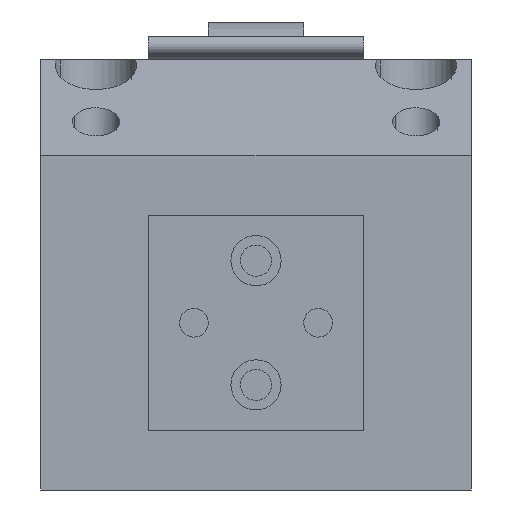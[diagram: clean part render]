
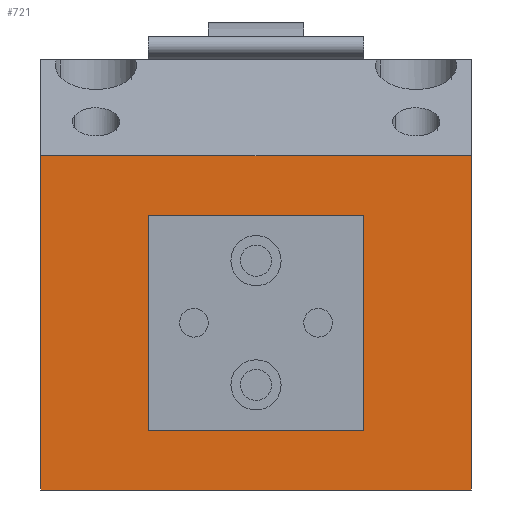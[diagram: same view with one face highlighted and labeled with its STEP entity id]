
A CAD part, front view. The second image highlights one B-rep face of the part: STEP entity #721.
In plain terms, the highlighted planar face has unit normal (0, -1, 0).
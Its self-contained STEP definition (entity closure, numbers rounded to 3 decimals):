
#664=CARTESIAN_POINT('Axis2P3D Location',(0.,0.,70.)) ;
#669=CARTESIAN_POINT('Line Origine',(45.,0.,70.)) ;
#673=CARTESIAN_POINT('Vertex',(0.,0.,70.)) ;
#675=CARTESIAN_POINT('Vertex',(90.,0.,70.)) ;
#678=CARTESIAN_POINT('Line Origine',(0.,0.,35.)) ;
#682=CARTESIAN_POINT('Vertex',(0.,0.,0.)) ;
#685=CARTESIAN_POINT('Line Origine',(45.,0.,0.)) ;
#689=CARTESIAN_POINT('Vertex',(90.,0.,0.)) ;
#692=CARTESIAN_POINT('Line Origine',(90.,0.,35.)) ;
#703=CARTESIAN_POINT('Axis2P3D Location',(45.,0.,35.)) ;
#707=CARTESIAN_POINT('Vertex',(63.429,0.,45.068)) ;
#709=CARTESIAN_POINT('Vertex',(26.571,0.,24.932)) ;
#712=CARTESIAN_POINT('Axis2P3D Location',(45.,0.,35.)) ;
#665=DIRECTION('Axis2P3D Direction',(0.,-1.,0.)) ;
#666=DIRECTION('Axis2P3D XDirection',(0.,0.,-1.)) ;
#670=DIRECTION('Vector Direction',(1.,0.,0.)) ;
#679=DIRECTION('Vector Direction',(0.,0.,-1.)) ;
#686=DIRECTION('Vector Direction',(1.,0.,0.)) ;
#693=DIRECTION('Vector Direction',(0.,0.,-1.)) ;
#704=DIRECTION('Axis2P3D Direction',(0.,-1.,0.)) ;
#713=DIRECTION('Axis2P3D Direction',(0.,-1.,0.)) ;
#667=AXIS2_PLACEMENT_3D('Plane Axis2P3D',#664,#665,#666) ;
#705=AXIS2_PLACEMENT_3D('Circle Axis2P3D',#703,#704,$) ;
#714=AXIS2_PLACEMENT_3D('Circle Axis2P3D',#712,#713,$) ;
#698=ORIENTED_EDGE('',*,*,#677,.F.) ;
#699=ORIENTED_EDGE('',*,*,#684,.T.) ;
#700=ORIENTED_EDGE('',*,*,#691,.T.) ;
#701=ORIENTED_EDGE('',*,*,#696,.F.) ;
#718=ORIENTED_EDGE('',*,*,#711,.F.) ;
#719=ORIENTED_EDGE('',*,*,#716,.F.) ;
#720=FACE_BOUND('',#717,.T.) ;
#671=VECTOR('Line Direction',#670,1.) ;
#680=VECTOR('Line Direction',#679,1.) ;
#687=VECTOR('Line Direction',#686,1.) ;
#694=VECTOR('Line Direction',#693,1.) ;
#721=ADVANCED_FACE('CU_CPUS-05000-30_0.1\\PartBody',(#702,#720),#668,.T.) ;
#706=CIRCLE('generated circle',#705,21.) ;
#715=CIRCLE('generated circle',#714,21.) ;
#677=EDGE_CURVE('',#674,#676,#672,.T.) ;
#684=EDGE_CURVE('',#674,#683,#681,.T.) ;
#691=EDGE_CURVE('',#683,#690,#688,.T.) ;
#696=EDGE_CURVE('',#676,#690,#695,.T.) ;
#711=EDGE_CURVE('',#708,#710,#706,.T.) ;
#716=EDGE_CURVE('',#710,#708,#715,.T.) ;
#697=EDGE_LOOP('',(#698,#699,#700,#701)) ;
#717=EDGE_LOOP('',(#718,#719)) ;
#702=FACE_OUTER_BOUND('',#697,.T.) ;
#672=LINE('Line',#669,#671) ;
#681=LINE('Line',#678,#680) ;
#688=LINE('Line',#685,#687) ;
#695=LINE('Line',#692,#694) ;
#668=PLANE('Plane',#667) ;
#674=VERTEX_POINT('',#673) ;
#676=VERTEX_POINT('',#675) ;
#683=VERTEX_POINT('',#682) ;
#690=VERTEX_POINT('',#689) ;
#708=VERTEX_POINT('',#707) ;
#710=VERTEX_POINT('',#709) ;
